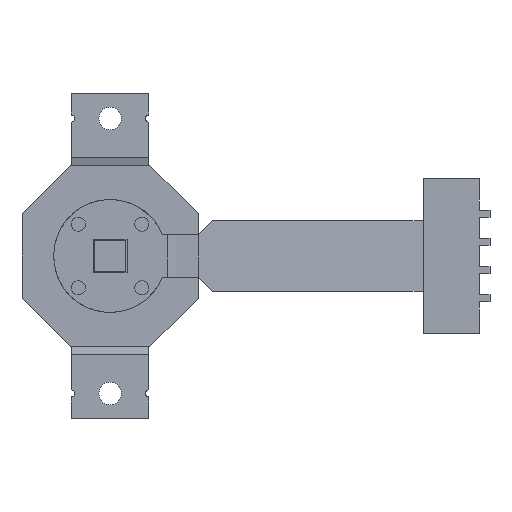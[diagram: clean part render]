
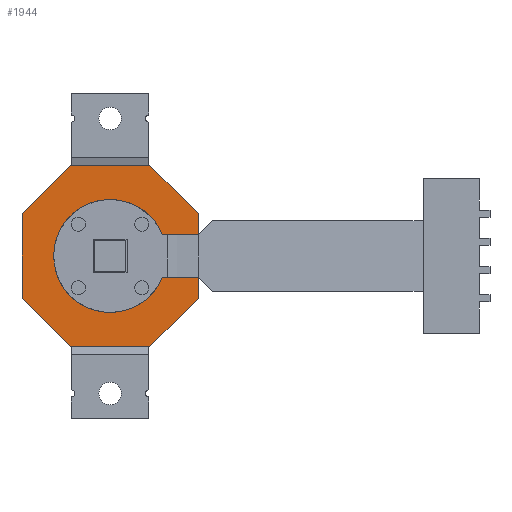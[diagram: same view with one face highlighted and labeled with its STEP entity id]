
A CAD part, top view. The second image highlights one B-rep face of the part: STEP entity #1944.
In plain terms, the highlighted planar face has unit normal (0, 0, 1).
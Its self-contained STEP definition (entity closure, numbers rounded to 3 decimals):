
#131=FACE_BOUND('',#329,.T.);
#132=FACE_BOUND('',#330,.T.);
#133=FACE_BOUND('',#331,.T.);
#134=FACE_BOUND('',#332,.T.);
#161=CIRCLE('',#2168,0.5);
#162=CIRCLE('',#2169,0.5);
#163=CIRCLE('',#2170,0.5);
#164=CIRCLE('',#2171,0.5);
#212=FACE_OUTER_BOUND('',#328,.T.);
#328=EDGE_LOOP('',(#1393,#1394,#1395,#1396,#1397,#1398,#1399,#1400,#1401,
#1402,#1403,#1404));
#329=EDGE_LOOP('',(#1405));
#330=EDGE_LOOP('',(#1406));
#331=EDGE_LOOP('',(#1407));
#332=EDGE_LOOP('',(#1408));
#456=LINE('',#2958,#673);
#458=LINE('',#2962,#675);
#459=LINE('',#2965,#676);
#463=LINE('',#2972,#680);
#465=LINE('',#2976,#682);
#466=LINE('',#2979,#683);
#480=LINE('',#3020,#697);
#481=LINE('',#3023,#698);
#485=LINE('',#3030,#702);
#486=LINE('',#3032,#703);
#487=LINE('',#3034,#704);
#488=LINE('',#3035,#705);
#673=VECTOR('',#2360,1.);
#675=VECTOR('',#2364,1.);
#676=VECTOR('',#2367,1.);
#680=VECTOR('',#2373,1.);
#682=VECTOR('',#2377,1.);
#683=VECTOR('',#2380,1.);
#697=VECTOR('',#2420,1.);
#698=VECTOR('',#2423,1.);
#702=VECTOR('',#2429,1.);
#703=VECTOR('',#2430,1.);
#704=VECTOR('',#2431,1.);
#705=VECTOR('',#2432,1.);
#891=VERTEX_POINT('',#2954);
#892=VERTEX_POINT('',#2956);
#893=VERTEX_POINT('',#2960);
#894=VERTEX_POINT('',#2964);
#895=VERTEX_POINT('',#2968);
#896=VERTEX_POINT('',#2970);
#897=VERTEX_POINT('',#2974);
#898=VERTEX_POINT('',#2978);
#912=VERTEX_POINT('',#3018);
#913=VERTEX_POINT('',#3022);
#916=VERTEX_POINT('',#3031);
#917=VERTEX_POINT('',#3033);
#918=VERTEX_POINT('',#3036);
#919=VERTEX_POINT('',#3038);
#920=VERTEX_POINT('',#3040);
#921=VERTEX_POINT('',#3042);
#1066=EDGE_CURVE('',#891,#892,#456,.T.);
#1068=EDGE_CURVE('',#893,#891,#458,.T.);
#1069=EDGE_CURVE('',#893,#894,#459,.T.);
#1073=EDGE_CURVE('',#895,#896,#463,.T.);
#1075=EDGE_CURVE('',#897,#895,#465,.T.);
#1076=EDGE_CURVE('',#897,#898,#466,.T.);
#1097=EDGE_CURVE('',#912,#892,#480,.T.);
#1098=EDGE_CURVE('',#913,#898,#481,.T.);
#1102=EDGE_CURVE('',#912,#913,#485,.T.);
#1103=EDGE_CURVE('',#916,#896,#486,.T.);
#1104=EDGE_CURVE('',#917,#916,#487,.T.);
#1105=EDGE_CURVE('',#917,#894,#488,.T.);
#1106=EDGE_CURVE('',#918,#918,#161,.T.);
#1107=EDGE_CURVE('',#919,#919,#162,.T.);
#1108=EDGE_CURVE('',#920,#920,#163,.T.);
#1109=EDGE_CURVE('',#921,#921,#164,.T.);
#1393=ORIENTED_EDGE('',*,*,#1066,.T.);
#1394=ORIENTED_EDGE('',*,*,#1097,.F.);
#1395=ORIENTED_EDGE('',*,*,#1102,.T.);
#1396=ORIENTED_EDGE('',*,*,#1098,.T.);
#1397=ORIENTED_EDGE('',*,*,#1076,.F.);
#1398=ORIENTED_EDGE('',*,*,#1075,.T.);
#1399=ORIENTED_EDGE('',*,*,#1073,.T.);
#1400=ORIENTED_EDGE('',*,*,#1103,.F.);
#1401=ORIENTED_EDGE('',*,*,#1104,.F.);
#1402=ORIENTED_EDGE('',*,*,#1105,.T.);
#1403=ORIENTED_EDGE('',*,*,#1069,.F.);
#1404=ORIENTED_EDGE('',*,*,#1068,.T.);
#1405=ORIENTED_EDGE('',*,*,#1106,.T.);
#1406=ORIENTED_EDGE('',*,*,#1107,.T.);
#1407=ORIENTED_EDGE('',*,*,#1108,.T.);
#1408=ORIENTED_EDGE('',*,*,#1109,.T.);
#1855=PLANE('',#2167);
#1944=ADVANCED_FACE('',(#212,#131,#132,#133,#134),#1855,.T.);
#2167=AXIS2_PLACEMENT_3D('',#3029,#2427,#2428);
#2168=AXIS2_PLACEMENT_3D('',#3037,#2433,#2434);
#2169=AXIS2_PLACEMENT_3D('',#3039,#2435,#2436);
#2170=AXIS2_PLACEMENT_3D('',#3041,#2437,#2438);
#2171=AXIS2_PLACEMENT_3D('',#3043,#2439,#2440);
#2360=DIRECTION('',(-0.707,0.707,0.));
#2364=DIRECTION('',(0.,1.,0.));
#2367=DIRECTION('',(-0.707,-0.707,0.));
#2373=DIRECTION('',(0.707,-0.707,0.));
#2377=DIRECTION('',(0.,-1.,0.));
#2380=DIRECTION('',(0.707,0.707,0.));
#2420=DIRECTION('',(0.,1.,0.));
#2423=DIRECTION('',(0.,1.,0.));
#2427=DIRECTION('center_axis',(0.,0.,1.));
#2428=DIRECTION('ref_axis',(1.,0.,0.));
#2429=DIRECTION('',(-1.,0.,0.));
#2430=DIRECTION('',(0.,-1.,0.));
#2431=DIRECTION('',(-1.,0.,0.));
#2432=DIRECTION('',(0.,-1.,0.));
#2433=DIRECTION('center_axis',(0.,0.,-1.));
#2434=DIRECTION('ref_axis',(1.,0.,0.));
#2435=DIRECTION('center_axis',(0.,0.,-1.));
#2436=DIRECTION('ref_axis',(1.,0.,0.));
#2437=DIRECTION('center_axis',(0.,0.,-1.));
#2438=DIRECTION('ref_axis',(1.,0.,0.));
#2439=DIRECTION('center_axis',(0.,0.,-1.));
#2440=DIRECTION('ref_axis',(1.,0.,0.));
#2954=CARTESIAN_POINT('',(6.25,3.,0.4));
#2956=CARTESIAN_POINT('',(2.75,6.5,0.4));
#2958=CARTESIAN_POINT('',(6.25,3.,0.4));
#2960=CARTESIAN_POINT('',(6.25,-3.,0.4));
#2962=CARTESIAN_POINT('',(6.25,-3.,0.4));
#2964=CARTESIAN_POINT('',(2.75,-6.5,0.4));
#2965=CARTESIAN_POINT('',(6.25,-3.,0.4));
#2968=CARTESIAN_POINT('',(-6.25,-3.,0.4));
#2970=CARTESIAN_POINT('',(-2.75,-6.5,0.4));
#2972=CARTESIAN_POINT('',(-6.25,-3.,0.4));
#2974=CARTESIAN_POINT('',(-6.25,3.,0.4));
#2976=CARTESIAN_POINT('',(-6.25,3.,0.4));
#2978=CARTESIAN_POINT('',(-2.75,6.5,0.4));
#2979=CARTESIAN_POINT('',(-6.25,3.,0.4));
#3018=CARTESIAN_POINT('',(2.75,6.423,0.4));
#3020=CARTESIAN_POINT('',(2.75,3.115,0.4));
#3022=CARTESIAN_POINT('',(-2.75,6.423,0.4));
#3023=CARTESIAN_POINT('',(-2.75,3.115,0.4));
#3029=CARTESIAN_POINT('Origin',(0.,0.,0.4));
#3030=CARTESIAN_POINT('',(2.75,6.423,0.4));
#3031=CARTESIAN_POINT('',(-2.75,-6.423,0.4));
#3032=CARTESIAN_POINT('',(-2.75,-3.115,0.4));
#3033=CARTESIAN_POINT('',(2.75,-6.423,0.4));
#3034=CARTESIAN_POINT('',(2.75,-6.423,0.4));
#3035=CARTESIAN_POINT('',(2.75,-3.115,0.4));
#3036=CARTESIAN_POINT('',(-2.75,-2.25,0.4));
#3037=CARTESIAN_POINT('Origin',(-2.25,-2.25,0.4));
#3038=CARTESIAN_POINT('',(1.75,-2.25,0.4));
#3039=CARTESIAN_POINT('Origin',(2.25,-2.25,0.4));
#3040=CARTESIAN_POINT('',(-2.75,2.25,0.4));
#3041=CARTESIAN_POINT('Origin',(-2.25,2.25,0.4));
#3042=CARTESIAN_POINT('',(1.75,2.25,0.4));
#3043=CARTESIAN_POINT('Origin',(2.25,2.25,0.4));
